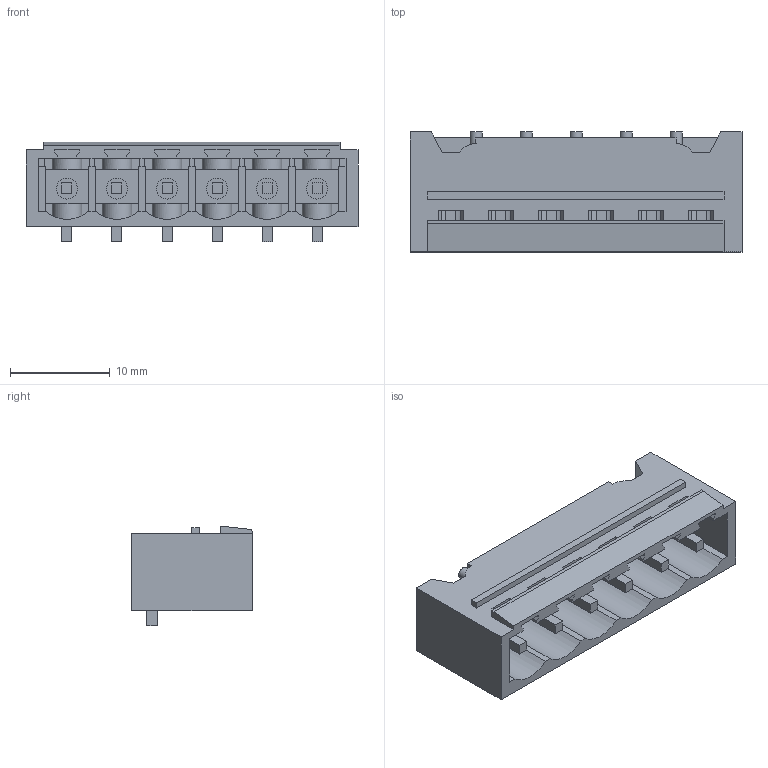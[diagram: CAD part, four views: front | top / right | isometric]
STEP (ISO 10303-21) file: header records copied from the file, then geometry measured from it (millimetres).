
FILE_DESCRIPTION(('CATIA V5 STEP Exchange','CAx-IF Rec.Pracs.--- Model Styling and Organization---1.2---2011-12-15'),'2;1');
FILE_NAME ('7592359_2_1797730000_1797730000.stp','2018-03-08T10:28:37+00:00',('none'),('Weidmueller'),'CATIA Version 5-6 Release 2014','CATIA V5 STEP AP214','none');
FILE_SCHEMA(('AUTOMOTIVE_DESIGN { 1 0 10303 214 1 1 1 1 }'));
Length unit declared in the file: millimetre
Products named in the file (1): 1797730000
Bounding box: 33.2 x 12 x 9.93 mm (x, y, z)
Volume: 1287.8 mm3; surface area: 2987 mm2
Topology: 7 solids, 7 shells, 459 faces, 1392 edges, 937 vertices
Faces by surface type: plane 399, cylinder 52, extrusion 8
Entity records: 14651 total; most frequent: CARTESIAN_POINT 2939, ORIENTED_EDGE 2784, DIRECTION 1866, EDGE_CURVE 1392, VECTOR 1178, LINE 1170, VERTEX_POINT 937, EDGE_LOOP 473
